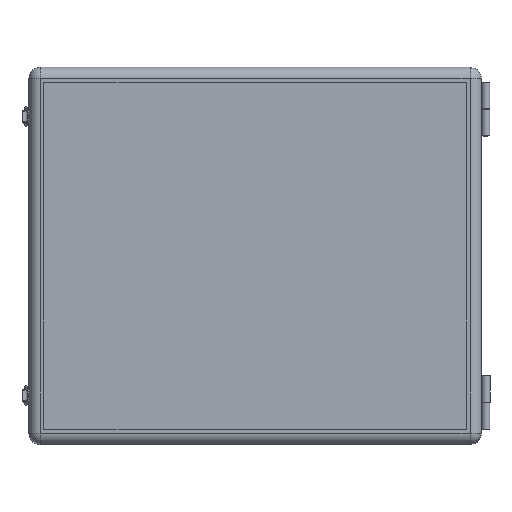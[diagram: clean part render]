
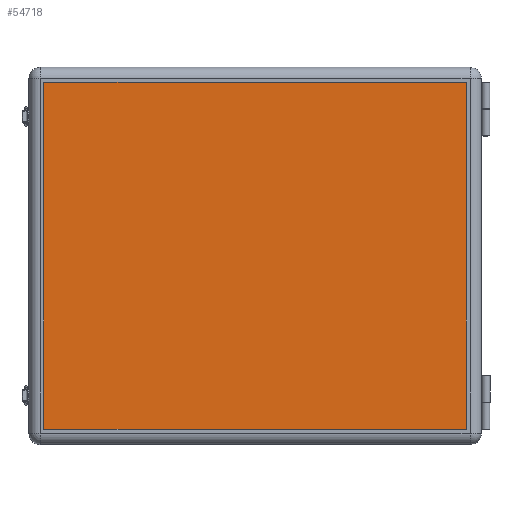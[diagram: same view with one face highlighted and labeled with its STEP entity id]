
A CAD part, top view. The second image highlights one B-rep face of the part: STEP entity #54718.
In plain terms, the highlighted face is planar.
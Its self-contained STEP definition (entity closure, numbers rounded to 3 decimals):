
#2851 = EDGE_CURVE ( 'NONE', #49929, #49937, #13357, .T. ) ;
#2854 = EDGE_CURVE ( 'NONE', #49937, #49938, #13372, .T. ) ;
#13012 = VECTOR ( 'NONE', #13366, 1000. ) ;
#13016 = VECTOR ( 'NONE', #13374, 1000. ) ;
#13357 = LINE ( 'NONE', #13365, #13012 ) ;
#13365 = CARTESIAN_POINT ( 'NONE',  ( 280., -233.5, 0. ) ) ;
#13366 = DIRECTION ( 'NONE',  ( 0., 1., 0. ) ) ;
#13372 = LINE ( 'NONE', #13373, #13016 ) ;
#13373 = CARTESIAN_POINT ( 'NONE',  ( -283.5, 230., 0. ) ) ;
#13374 = DIRECTION ( 'NONE',  ( -1., 0., 0. ) ) ;
#18418 = VECTOR ( 'NONE', #19939, 1000. ) ;
#18516 = VECTOR ( 'NONE', #19944, 1000. ) ;
#19931 = LINE ( 'NONE', #19937, #18418 ) ;
#19937 = CARTESIAN_POINT ( 'NONE',  ( -283.5, -230., 0. ) ) ;
#19939 = DIRECTION ( 'NONE',  ( 1., 0., 0. ) ) ;
#19942 = LINE ( 'NONE', #19943, #18516 ) ;
#19943 = CARTESIAN_POINT ( 'NONE',  ( -280., -233.5, 0. ) ) ;
#19944 = DIRECTION ( 'NONE',  ( 0., -1., 0. ) ) ;
#27417 = CARTESIAN_POINT ( 'NONE',  ( -280., -230., 0. ) ) ;
#27418 = CARTESIAN_POINT ( 'NONE',  ( 280., -230., 0. ) ) ;
#27422 = CARTESIAN_POINT ( 'NONE',  ( 280., 230., 0. ) ) ;
#27423 = CARTESIAN_POINT ( 'NONE',  ( -280., 230., 0. ) ) ;
#28984 = CARTESIAN_POINT ( 'NONE',  ( -283.5, -233.5, 0. ) ) ;
#28992 = FACE_OUTER_BOUND ( 'NONE', #47044, .T. ) ;
#28993 = PLANE ( 'NONE',  #29307 ) ;
#28995 = DIRECTION ( 'NONE',  ( 0., 0., 1. ) ) ;
#28996 = DIRECTION ( 'NONE',  ( 1., 0., 0. ) ) ;
#29307 = AXIS2_PLACEMENT_3D ( 'NONE', #28984, #28995, #28996 ) ;
#35681 = EDGE_CURVE ( 'NONE', #49927, #49929, #19931, .T. ) ;
#35683 = EDGE_CURVE ( 'NONE', #49938, #49927, #19942, .T. ) ;
#47044 = EDGE_LOOP ( 'NONE', ( #53120, #53122, #53124, #56453 ) ) ;
#49927 = VERTEX_POINT ( 'NONE', #27417 ) ;
#49929 = VERTEX_POINT ( 'NONE', #27418 ) ;
#49937 = VERTEX_POINT ( 'NONE', #27422 ) ;
#49938 = VERTEX_POINT ( 'NONE', #27423 ) ;
#53120 = ORIENTED_EDGE ( 'NONE', *, *, #2851, .F. ) ;
#53122 = ORIENTED_EDGE ( 'NONE', *, *, #35681, .F. ) ;
#53124 = ORIENTED_EDGE ( 'NONE', *, *, #35683, .F. ) ;
#54718 = ADVANCED_FACE ( 'NONE', ( #28992 ), #28993, .F. ) ;
#56453 = ORIENTED_EDGE ( 'NONE', *, *, #2854, .F. ) ;
